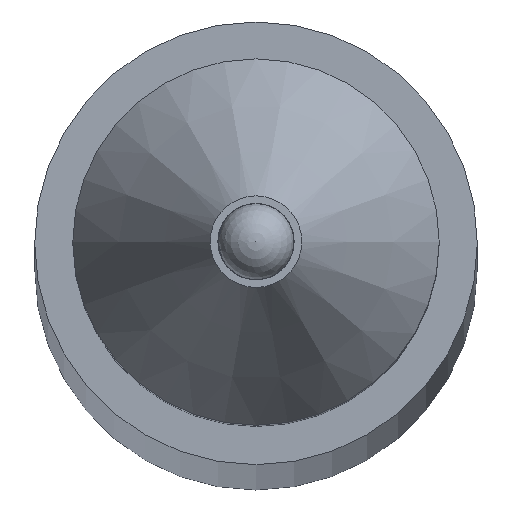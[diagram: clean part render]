
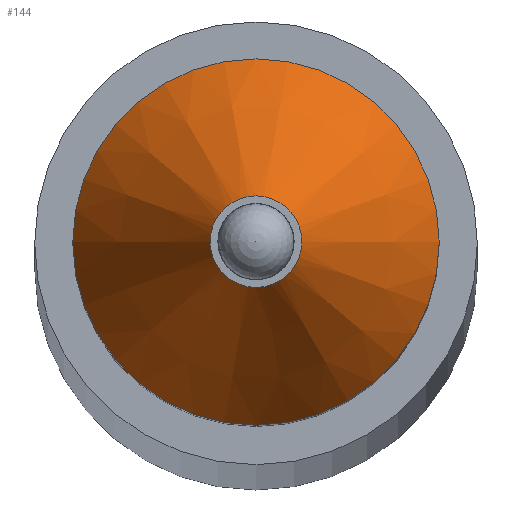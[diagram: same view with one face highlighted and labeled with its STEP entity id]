
A CAD part, top view. The second image highlights one B-rep face of the part: STEP entity #144.
In plain terms, the highlighted conical face has half-angle 30.964 degrees and reference radius 1.2 mm.
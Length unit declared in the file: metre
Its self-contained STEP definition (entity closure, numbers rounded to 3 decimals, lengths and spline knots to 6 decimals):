
#15=CONICAL_SURFACE('',#209,0.0012,0.54);
#18=ORIENTED_EDGE('',*,*,#41,.F.);
#19=ORIENTED_EDGE('',*,*,#42,.F.);
#41=EDGE_CURVE('',#104,#104,#53,.T.);
#42=EDGE_CURVE('',#105,#105,#54,.T.);
#53=CIRCLE('',#208,0.0003);
#54=CIRCLE('',#210,0.0012);
#66=EDGE_LOOP('',(#18));
#67=EDGE_LOOP('',(#19));
#104=VERTEX_POINT('',#298);
#105=VERTEX_POINT('',#301);
#119=FACE_BOUND('',#66,.T.);
#120=FACE_BOUND('',#67,.T.);
#144=ADVANCED_FACE('',(#119,#120),#15,.T.);
#208=AXIS2_PLACEMENT_3D('',#297,#242,#243);
#209=AXIS2_PLACEMENT_3D('',#299,#244,#245);
#210=AXIS2_PLACEMENT_3D('',#300,#246,#247);
#242=DIRECTION('',(0.,0.,1.));
#243=DIRECTION('',(1.,0.,0.));
#244=DIRECTION('',(0.,0.,-1.));
#245=DIRECTION('',(-1.,0.,0.));
#246=DIRECTION('',(0.,0.,-1.));
#247=DIRECTION('',(-1.,0.,0.));
#297=CARTESIAN_POINT('',(0.,0.,0.1013));
#298=CARTESIAN_POINT('',(0.0003,0.,0.1013));
#299=CARTESIAN_POINT('',(0.,0.,0.0998));
#300=CARTESIAN_POINT('',(0.,0.,0.0998));
#301=CARTESIAN_POINT('',(-0.0012,0.,0.0998));
